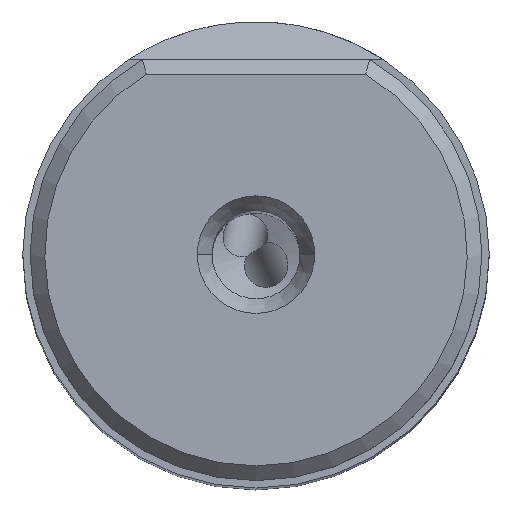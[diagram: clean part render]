
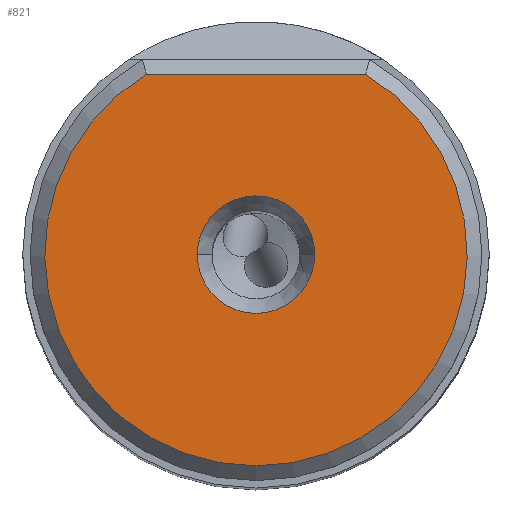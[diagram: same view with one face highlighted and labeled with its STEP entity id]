
A CAD part, top view. The second image highlights one B-rep face of the part: STEP entity #821.
In plain terms, the highlighted planar face has unit normal (0, 0, 1).
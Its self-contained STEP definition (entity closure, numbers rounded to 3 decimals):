
#604=PLANE('',#7591);
#821=ADVANCED_FACE('',(#1212,#1213),#604,.T.);
#1212=FACE_BOUND('',#1388,.T.);
#1213=FACE_BOUND('',#1389,.T.);
#1388=EDGE_LOOP('',(#3740,#3741,#3742));
#1389=EDGE_LOOP('',(#3743,#3744));
#1874=LINE('',#13929,#2251);
#2251=VECTOR('',#8896,1.);
#3740=ORIENTED_EDGE('',*,*,#6187,.F.);
#3741=ORIENTED_EDGE('',*,*,#6188,.F.);
#3742=ORIENTED_EDGE('',*,*,#6189,.F.);
#3743=ORIENTED_EDGE('',*,*,#6190,.F.);
#3744=ORIENTED_EDGE('',*,*,#6186,.F.);
#5311=VERTEX_POINT('',#13919);
#5312=VERTEX_POINT('',#13921);
#5313=VERTEX_POINT('',#13925);
#5314=VERTEX_POINT('',#13926);
#5315=VERTEX_POINT('',#13928);
#6186=EDGE_CURVE('',#5312,#5311,#6841,.T.);
#6187=EDGE_CURVE('',#5313,#5314,#6842,.T.);
#6188=EDGE_CURVE('',#5315,#5313,#6843,.T.);
#6189=EDGE_CURVE('',#5314,#5315,#1874,.T.);
#6190=EDGE_CURVE('',#5311,#5312,#6844,.T.);
#6841=CIRCLE('',#7586,4.);
#6842=CIRCLE('',#7588,14.375);
#6843=CIRCLE('',#7589,14.375);
#6844=CIRCLE('',#7590,4.);
#7586=AXIS2_PLACEMENT_3D('',#13922,#8888,#8889);
#7588=AXIS2_PLACEMENT_3D('',#13924,#8892,#8893);
#7589=AXIS2_PLACEMENT_3D('',#13927,#8894,#8895);
#7590=AXIS2_PLACEMENT_3D('',#13930,#8897,#8898);
#7591=AXIS2_PLACEMENT_3D('',#13931,#8899,#8900);
#8888=DIRECTION('',(0.,0.,1.));
#8889=DIRECTION('',(-1.,0.,0.));
#8892=DIRECTION('',(0.,0.,-1.));
#8893=DIRECTION('',(0.,-1.,0.));
#8894=DIRECTION('',(0.,0.,-1.));
#8895=DIRECTION('',(0.519,0.855,0.));
#8896=DIRECTION('',(1.,0.,0.));
#8897=DIRECTION('',(0.,0.,1.));
#8898=DIRECTION('',(1.,0.,0.));
#8899=DIRECTION('',(0.,0.,1.));
#8900=DIRECTION('',(1.,0.,0.));
#13919=CARTESIAN_POINT('',(4.,0.,0.));
#13921=CARTESIAN_POINT('',(-4.,0.,0.));
#13922=CARTESIAN_POINT('',(0.,0.,0.));
#13924=CARTESIAN_POINT('',(0.,0.,0.));
#13925=CARTESIAN_POINT('',(0.,-14.375,0.));
#13926=CARTESIAN_POINT('',(-7.465,12.285,0.));
#13927=CARTESIAN_POINT('',(0.,0.,0.));
#13928=CARTESIAN_POINT('',(7.465,12.285,0.));
#13929=CARTESIAN_POINT('',(-7.465,12.285,0.));
#13930=CARTESIAN_POINT('',(0.,0.,0.));
#13931=CARTESIAN_POINT('',(0.,-1.045,0.));
